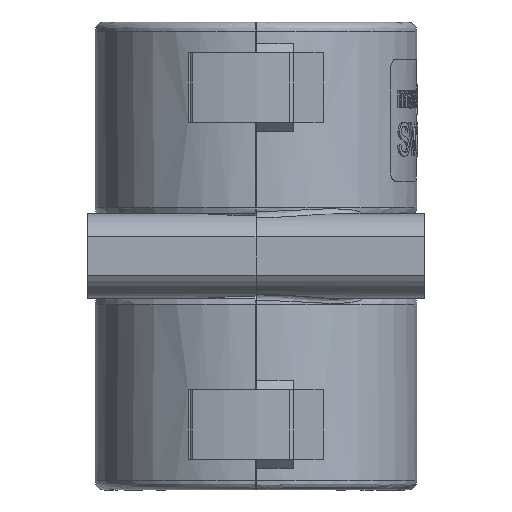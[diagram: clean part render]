
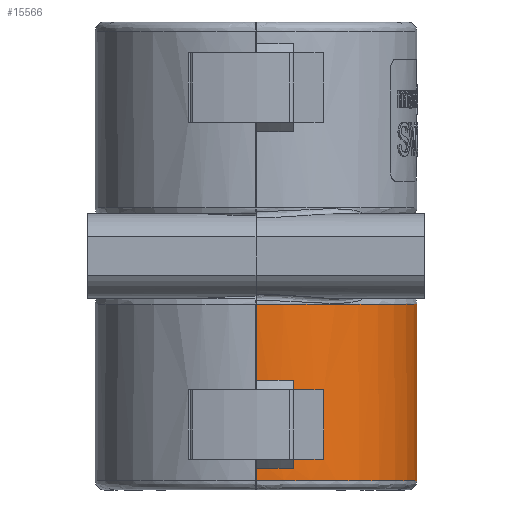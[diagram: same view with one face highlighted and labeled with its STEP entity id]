
A CAD part, front view. The second image highlights one B-rep face of the part: STEP entity #15566.
In plain terms, the highlighted cylindrical face has radius 17.2 mm (diameter 34.4 mm), a partial arc.
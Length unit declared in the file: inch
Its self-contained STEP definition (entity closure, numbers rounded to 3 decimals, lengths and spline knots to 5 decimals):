
#86 = ORIENTED_EDGE ( 'NONE', *, *, #13690, .T. ) ;
#876 = CARTESIAN_POINT ( 'NONE',  ( 0.03937, 0.67602, -0.20316 ) ) ;
#1273 = VERTEX_POINT ( 'NONE', #21183 ) ;
#1359 = EDGE_LOOP ( 'NONE', ( #22655, #15946, #86, #4909, #10051, #24151, #22435, #5612, #13136, #7369, #8681, #15855, #14519, #9233 ) ) ;
#1373 = CARTESIAN_POINT ( 'NONE',  ( 0., 0., -0.20316 ) ) ;
#1387 = CARTESIAN_POINT ( 'NONE',  ( 0., -0.67717, -0.94488 ) ) ;
#1454 = LINE ( 'NONE', #24126, #22852 ) ;
#1456 = DIRECTION ( 'NONE',  ( 0., 0., -1. ) ) ;
#1728 = CARTESIAN_POINT ( 'NONE',  ( 0., -0.67717, -0.20316 ) ) ;
#2374 = DIRECTION ( 'NONE',  ( 0., 0., -1. ) ) ;
#2563 = EDGE_CURVE ( 'NONE', #22083, #14019, #3448, .T. ) ;
#2634 = LINE ( 'NONE', #10126, #15392 ) ;
#2719 = CARTESIAN_POINT ( 'NONE',  ( 0., 0.67717, -0.94488 ) ) ;
#2891 = AXIS2_PLACEMENT_3D ( 'NONE', #17888, #16175, #13674 ) ;
#2892 = VECTOR ( 'NONE', #15852, 39.37008 ) ;
#3448 = CIRCLE ( 'NONE', #4623, 0.67717 ) ;
#3636 = CIRCLE ( 'NONE', #4427, 0.67717 ) ;
#3688 = AXIS2_PLACEMENT_3D ( 'NONE', #21871, #10967, #9020 ) ;
#3702 = EDGE_CURVE ( 'NONE', #19289, #5671, #3636, .T. ) ;
#4338 = EDGE_CURVE ( 'NONE', #24138, #17223, #21916, .T. ) ;
#4410 = AXIS2_PLACEMENT_3D ( 'NONE', #14508, #18306, #23932 ) ;
#4427 = AXIS2_PLACEMENT_3D ( 'NONE', #5127, #1456, #5007 ) ;
#4564 = LINE ( 'NONE', #15367, #24038 ) ;
#4623 = AXIS2_PLACEMENT_3D ( 'NONE', #23784, #4786, #21820 ) ;
#4786 = DIRECTION ( 'NONE',  ( 0., 0., -1. ) ) ;
#4797 = AXIS2_PLACEMENT_3D ( 'NONE', #1373, #23785, #7011 ) ;
#4909 = ORIENTED_EDGE ( 'NONE', *, *, #17563, .T. ) ;
#5007 = DIRECTION ( 'NONE',  ( -1., 0., 0. ) ) ;
#5127 = CARTESIAN_POINT ( 'NONE',  ( 0., 0., -0.85433 ) ) ;
#5270 = CIRCLE ( 'NONE', #2891, 0.67717 ) ;
#5568 = CARTESIAN_POINT ( 'NONE',  ( 0.28521, -0.61417, -0.85433 ) ) ;
#5612 = ORIENTED_EDGE ( 'NONE', *, *, #2563, .T. ) ;
#5671 = VERTEX_POINT ( 'NONE', #19557 ) ;
#5784 = CARTESIAN_POINT ( 'NONE',  ( 0.28521, -0.61417, -0.56299 ) ) ;
#6063 = VECTOR ( 'NONE', #14346, 39.37008 ) ;
#6085 = AXIS2_PLACEMENT_3D ( 'NONE', #23322, #12058, #6201 ) ;
#6201 = DIRECTION ( 'NONE',  ( -1., 0., 0. ) ) ;
#6277 = VERTEX_POINT ( 'NONE', #5784 ) ;
#6438 = AXIS2_PLACEMENT_3D ( 'NONE', #18272, #22066, #15746 ) ;
#6439 = CIRCLE ( 'NONE', #3688, 0.67717 ) ;
#6958 = DIRECTION ( 'NONE',  ( 0., 0., 1. ) ) ;
#7011 = DIRECTION ( 'NONE',  ( -1., 0., 0. ) ) ;
#7173 = EDGE_CURVE ( 'NONE', #17223, #6277, #7955, .T. ) ;
#7203 = CARTESIAN_POINT ( 'NONE',  ( 0.03937, 0.67602, -0.57402 ) ) ;
#7369 = ORIENTED_EDGE ( 'NONE', *, *, #8733, .T. ) ;
#7831 = VERTEX_POINT ( 'NONE', #1387 ) ;
#7955 = CIRCLE ( 'NONE', #4410, 0.67717 ) ;
#8591 = CARTESIAN_POINT ( 'NONE',  ( 0.15748, -0.6586, -0.70866 ) ) ;
#8681 = ORIENTED_EDGE ( 'NONE', *, *, #20341, .T. ) ;
#8733 = EDGE_CURVE ( 'NONE', #14454, #9521, #22414, .T. ) ;
#9020 = DIRECTION ( 'NONE',  ( -1., 0., 0. ) ) ;
#9233 = ORIENTED_EDGE ( 'NONE', *, *, #7173, .T. ) ;
#9521 = VERTEX_POINT ( 'NONE', #1728 ) ;
#10009 = CARTESIAN_POINT ( 'NONE',  ( 0., -0.67717, -0.8937 ) ) ;
#10051 = ORIENTED_EDGE ( 'NONE', *, *, #23521, .T. ) ;
#10126 = CARTESIAN_POINT ( 'NONE',  ( 0., -0.67717, -0.57402 ) ) ;
#10967 = DIRECTION ( 'NONE',  ( 0., 0., 1. ) ) ;
#12048 = CARTESIAN_POINT ( 'NONE',  ( 0., 0.67717, -0.90551 ) ) ;
#12058 = DIRECTION ( 'NONE',  ( 0., 0., -1. ) ) ;
#12390 = LINE ( 'NONE', #16056, #6063 ) ;
#12765 = CYLINDRICAL_SURFACE ( 'NONE', #6438, 0.67717 ) ;
#12995 = EDGE_CURVE ( 'NONE', #20534, #22083, #12390, .T. ) ;
#13136 = ORIENTED_EDGE ( 'NONE', *, *, #17907, .T. ) ;
#13674 = DIRECTION ( 'NONE',  ( -1., 0., 0. ) ) ;
#13690 = EDGE_CURVE ( 'NONE', #5671, #14756, #1454, .T. ) ;
#13808 = CARTESIAN_POINT ( 'NONE',  ( 0.03937, 0.67602, -0.90551 ) ) ;
#14019 = VERTEX_POINT ( 'NONE', #13808 ) ;
#14346 = DIRECTION ( 'NONE',  ( 0., 0., 1. ) ) ;
#14454 = VERTEX_POINT ( 'NONE', #876 ) ;
#14473 = FACE_OUTER_BOUND ( 'NONE', #1359, .T. ) ;
#14508 = CARTESIAN_POINT ( 'NONE',  ( 0., 0., -0.56299 ) ) ;
#14519 = ORIENTED_EDGE ( 'NONE', *, *, #4338, .T. ) ;
#14547 = LINE ( 'NONE', #7203, #18198 ) ;
#14756 = VERTEX_POINT ( 'NONE', #14865 ) ;
#14865 = CARTESIAN_POINT ( 'NONE',  ( 0.15748, -0.6586, -0.8937 ) ) ;
#15367 = CARTESIAN_POINT ( 'NONE',  ( 0., -0.67717, -0.57402 ) ) ;
#15392 = VECTOR ( 'NONE', #15534, 39.37008 ) ;
#15534 = DIRECTION ( 'NONE',  ( 0., 0., -1. ) ) ;
#15566 = ADVANCED_FACE ( 'NONE', ( #14473 ), #12765, .T. ) ;
#15746 = DIRECTION ( 'NONE',  ( -1., 0., 0. ) ) ;
#15852 = DIRECTION ( 'NONE',  ( 0., 0., -1. ) ) ;
#15855 = ORIENTED_EDGE ( 'NONE', *, *, #16815, .T. ) ;
#15946 = ORIENTED_EDGE ( 'NONE', *, *, #3702, .T. ) ;
#16056 = CARTESIAN_POINT ( 'NONE',  ( 0., 0.67717, 0. ) ) ;
#16127 = VECTOR ( 'NONE', #17767, 39.37008 ) ;
#16175 = DIRECTION ( 'NONE',  ( 0., 0., 1. ) ) ;
#16784 = DIRECTION ( 'NONE',  ( 0., 0., -1. ) ) ;
#16815 = EDGE_CURVE ( 'NONE', #1273, #24138, #5270, .T. ) ;
#17223 = VERTEX_POINT ( 'NONE', #23372 ) ;
#17563 = EDGE_CURVE ( 'NONE', #14756, #23242, #17792, .T. ) ;
#17767 = DIRECTION ( 'NONE',  ( 0., 0., -1. ) ) ;
#17792 = CIRCLE ( 'NONE', #6085, 0.67717 ) ;
#17888 = CARTESIAN_POINT ( 'NONE',  ( 0., 0., -0.52362 ) ) ;
#17907 = EDGE_CURVE ( 'NONE', #14019, #14454, #14547, .T. ) ;
#18198 = VECTOR ( 'NONE', #6958, 39.37008 ) ;
#18272 = CARTESIAN_POINT ( 'NONE',  ( 0., 0., -0.57402 ) ) ;
#18306 = DIRECTION ( 'NONE',  ( 0., 0., 1. ) ) ;
#19289 = VERTEX_POINT ( 'NONE', #5568 ) ;
#19557 = CARTESIAN_POINT ( 'NONE',  ( 0.15748, -0.6586, -0.85433 ) ) ;
#20001 = LINE ( 'NONE', #21470, #2892 ) ;
#20341 = EDGE_CURVE ( 'NONE', #9521, #1273, #2634, .T. ) ;
#20534 = VERTEX_POINT ( 'NONE', #2719 ) ;
#20830 = CARTESIAN_POINT ( 'NONE',  ( 0.15748, -0.6586, -0.52362 ) ) ;
#21183 = CARTESIAN_POINT ( 'NONE',  ( 0., -0.67717, -0.52362 ) ) ;
#21470 = CARTESIAN_POINT ( 'NONE',  ( 0.28521, -0.61417, -0.57402 ) ) ;
#21820 = DIRECTION ( 'NONE',  ( -1., 0., 0. ) ) ;
#21871 = CARTESIAN_POINT ( 'NONE',  ( 0., 0., -0.94488 ) ) ;
#21916 = LINE ( 'NONE', #8591, #16127 ) ;
#22066 = DIRECTION ( 'NONE',  ( 0., 0., -1. ) ) ;
#22083 = VERTEX_POINT ( 'NONE', #12048 ) ;
#22414 = CIRCLE ( 'NONE', #4797, 0.67717 ) ;
#22435 = ORIENTED_EDGE ( 'NONE', *, *, #12995, .T. ) ;
#22655 = ORIENTED_EDGE ( 'NONE', *, *, #23614, .T. ) ;
#22852 = VECTOR ( 'NONE', #16784, 39.37008 ) ;
#23145 = EDGE_CURVE ( 'NONE', #7831, #20534, #6439, .T. ) ;
#23242 = VERTEX_POINT ( 'NONE', #10009 ) ;
#23322 = CARTESIAN_POINT ( 'NONE',  ( 0., 0., -0.8937 ) ) ;
#23372 = CARTESIAN_POINT ( 'NONE',  ( 0.15748, -0.6586, -0.56299 ) ) ;
#23521 = EDGE_CURVE ( 'NONE', #23242, #7831, #4564, .T. ) ;
#23614 = EDGE_CURVE ( 'NONE', #6277, #19289, #20001, .T. ) ;
#23784 = CARTESIAN_POINT ( 'NONE',  ( 0., 0., -0.90551 ) ) ;
#23785 = DIRECTION ( 'NONE',  ( 0., 0., -1. ) ) ;
#23932 = DIRECTION ( 'NONE',  ( -1., 0., 0. ) ) ;
#24038 = VECTOR ( 'NONE', #2374, 39.37008 ) ;
#24126 = CARTESIAN_POINT ( 'NONE',  ( 0.15748, -0.6586, -0.70866 ) ) ;
#24138 = VERTEX_POINT ( 'NONE', #20830 ) ;
#24151 = ORIENTED_EDGE ( 'NONE', *, *, #23145, .T. ) ;
